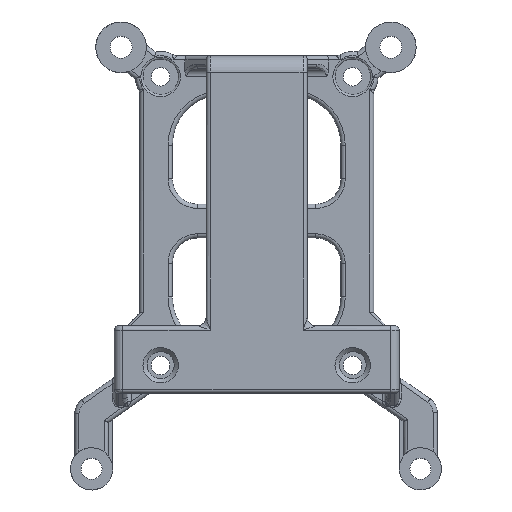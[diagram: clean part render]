
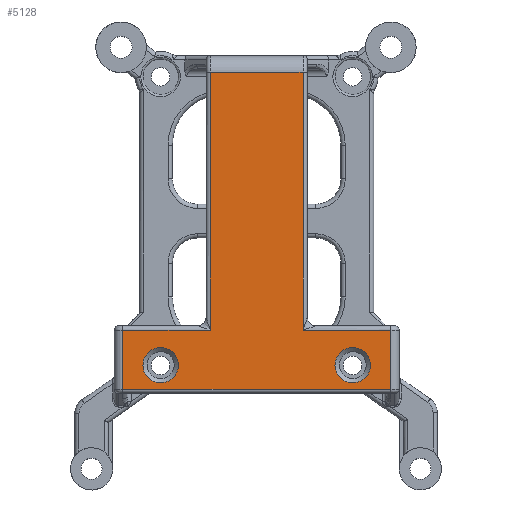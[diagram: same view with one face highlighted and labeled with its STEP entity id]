
A CAD part, top view. The second image highlights one B-rep face of the part: STEP entity #5128.
In plain terms, the highlighted planar face has unit normal (0, 0, 1).
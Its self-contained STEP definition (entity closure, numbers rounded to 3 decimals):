
#35=FACE_BOUND('',#1632,.T.);
#36=FACE_BOUND('',#1633,.T.);
#94=PLANE('',#5724);
#379=LINE('',#9113,#713);
#381=LINE('',#9120,#715);
#388=LINE('',#9209,#722);
#390=LINE('',#9216,#724);
#527=LINE('',#10444,#861);
#528=LINE('',#10448,#862);
#529=LINE('',#10449,#863);
#530=LINE('',#10450,#864);
#713=VECTOR('',#6399,10.);
#715=VECTOR('',#6407,10.);
#722=VECTOR('',#6436,10.);
#724=VECTOR('',#6444,10.);
#861=VECTOR('',#7137,10.);
#862=VECTOR('',#7142,10.);
#863=VECTOR('',#7143,10.);
#864=VECTOR('',#7144,10.);
#1307=FACE_OUTER_BOUND('',#1631,.T.);
#1631=EDGE_LOOP('',(#4518,#4519,#4520,#4521,#4522,#4523,#4524,#4525));
#1632=EDGE_LOOP('',(#4526));
#1633=EDGE_LOOP('',(#4527));
#2022=CIRCLE('',#5725,2.1);
#2023=CIRCLE('',#5726,2.1);
#2294=VERTEX_POINT('',#9055);
#2304=VERTEX_POINT('',#9112);
#2306=VERTEX_POINT('',#9118);
#2309=VERTEX_POINT('',#9154);
#2317=VERTEX_POINT('',#9208);
#2319=VERTEX_POINT('',#9214);
#2478=VERTEX_POINT('',#10443);
#2479=VERTEX_POINT('',#10447);
#2480=VERTEX_POINT('',#10451);
#2481=VERTEX_POINT('',#10453);
#2860=EDGE_CURVE('',#2294,#2304,#379,.T.);
#2864=EDGE_CURVE('',#2306,#2294,#381,.T.);
#2879=EDGE_CURVE('',#2309,#2317,#388,.T.);
#2883=EDGE_CURVE('',#2319,#2309,#390,.T.);
#3198=EDGE_CURVE('',#2317,#2478,#527,.T.);
#3200=EDGE_CURVE('',#2479,#2306,#528,.T.);
#3201=EDGE_CURVE('',#2478,#2479,#529,.T.);
#3202=EDGE_CURVE('',#2304,#2319,#530,.T.);
#3203=EDGE_CURVE('',#2480,#2480,#2022,.T.);
#3204=EDGE_CURVE('',#2481,#2481,#2023,.T.);
#4518=ORIENTED_EDGE('',*,*,#2864,.F.);
#4519=ORIENTED_EDGE('',*,*,#3200,.F.);
#4520=ORIENTED_EDGE('',*,*,#3201,.F.);
#4521=ORIENTED_EDGE('',*,*,#3198,.F.);
#4522=ORIENTED_EDGE('',*,*,#2879,.F.);
#4523=ORIENTED_EDGE('',*,*,#2883,.F.);
#4524=ORIENTED_EDGE('',*,*,#3202,.F.);
#4525=ORIENTED_EDGE('',*,*,#2860,.F.);
#4526=ORIENTED_EDGE('',*,*,#3203,.F.);
#4527=ORIENTED_EDGE('',*,*,#3204,.F.);
#5128=ADVANCED_FACE('',(#1307,#35,#36),#94,.T.);
#5724=AXIS2_PLACEMENT_3D('',#10446,#7140,#7141);
#5725=AXIS2_PLACEMENT_3D('',#10452,#7145,#7146);
#5726=AXIS2_PLACEMENT_3D('',#10454,#7147,#7148);
#6399=DIRECTION('',(0.,1.,0.));
#6407=DIRECTION('',(1.,0.,0.));
#6436=DIRECTION('',(1.,0.,0.));
#6444=DIRECTION('',(0.,-1.,0.));
#7137=DIRECTION('',(0.,-1.,0.));
#7140=DIRECTION('center_axis',(0.,0.,1.));
#7141=DIRECTION('ref_axis',(1.,0.,0.));
#7142=DIRECTION('',(0.,1.,0.));
#7143=DIRECTION('',(-1.,0.,0.));
#7144=DIRECTION('',(1.,0.,0.));
#7145=DIRECTION('center_axis',(0.,0.,1.));
#7146=DIRECTION('ref_axis',(-1.,0.,0.));
#7147=DIRECTION('center_axis',(0.,0.,1.));
#7148=DIRECTION('ref_axis',(-1.,0.,0.));
#9055=CARTESIAN_POINT('',(-5.42,-15.281,14.038));
#9112=CARTESIAN_POINT('',(-5.42,15.28,14.038));
#9113=CARTESIAN_POINT('',(-5.42,-0.751,14.038));
#9118=CARTESIAN_POINT('',(-15.81,-15.281,14.038));
#9120=CARTESIAN_POINT('',(8.525,-15.281,14.038));
#9154=CARTESIAN_POINT('',(5.58,-15.281,14.038));
#9208=CARTESIAN_POINT('',(15.97,-15.281,14.038));
#9209=CARTESIAN_POINT('',(8.525,-15.281,14.038));
#9214=CARTESIAN_POINT('',(5.58,15.28,14.038));
#9216=CARTESIAN_POINT('',(5.58,-1.501,14.038));
#10443=CARTESIAN_POINT('',(15.97,-22.281,14.038));
#10444=CARTESIAN_POINT('',(15.97,-20.781,14.038));
#10446=CARTESIAN_POINT('Origin',(0.08,-18.781,14.038));
#10447=CARTESIAN_POINT('',(-15.81,-22.281,14.038));
#10448=CARTESIAN_POINT('',(-15.81,-16.781,14.038));
#10449=CARTESIAN_POINT('',(7.775,-22.281,14.038));
#10450=CARTESIAN_POINT('',(5.775,15.28,14.038));
#10451=CARTESIAN_POINT('',(13.57,-19.44,14.038));
#10452=CARTESIAN_POINT('Origin',(11.47,-19.44,14.038));
#10453=CARTESIAN_POINT('',(-9.21,-19.44,14.038));
#10454=CARTESIAN_POINT('Origin',(-11.31,-19.44,14.038));
